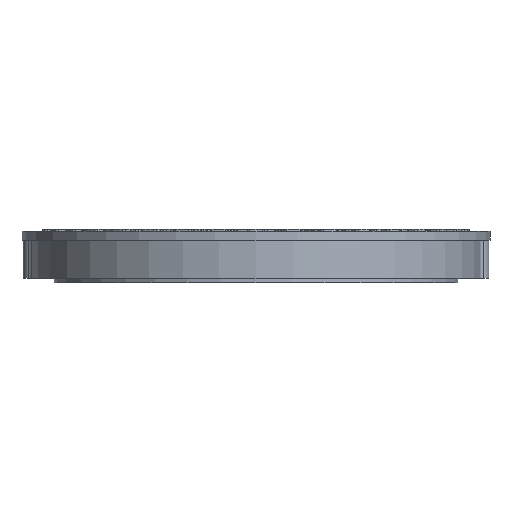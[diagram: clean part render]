
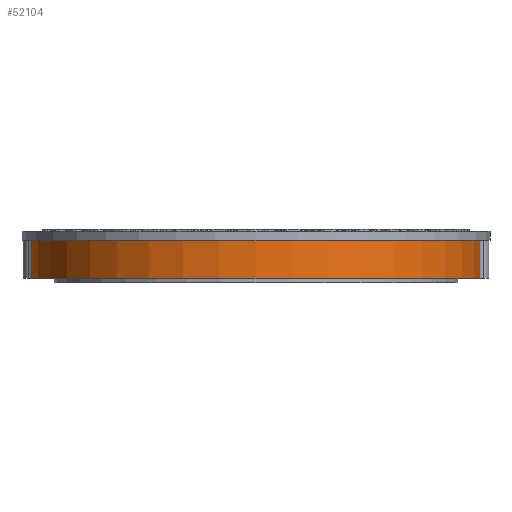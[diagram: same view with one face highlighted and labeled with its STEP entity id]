
A CAD part, left-side view. The second image highlights one B-rep face of the part: STEP entity #52104.
In plain terms, the highlighted cylindrical face has radius 205.75 mm (diameter 411.5 mm), a partial arc.
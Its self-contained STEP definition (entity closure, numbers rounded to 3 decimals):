
#1607=CYLINDRICAL_SURFACE('',#57989,205.75);
#3151=CIRCLE('',#53981,205.75);
#3172=CIRCLE('',#54008,205.75);
#8570=FACE_OUTER_BOUND('',#11765,.T.);
#11765=EDGE_LOOP('',(#48099,#48100,#48101,#48102));
#13206=LINE('',#82985,#17285);
#13216=LINE('',#83044,#17295);
#17285=VECTOR('',#63174,10.);
#17295=VECTOR('',#63242,10.);
#22842=VERTEX_POINT('',#82947);
#22843=VERTEX_POINT('',#82948);
#22854=VERTEX_POINT('',#82982);
#22862=VERTEX_POINT('',#83004);
#28422=EDGE_CURVE('',#22842,#22843,#3151,.T.);
#28438=EDGE_CURVE('',#22843,#22854,#13206,.T.);
#28449=EDGE_CURVE('',#22862,#22854,#3172,.T.);
#28465=EDGE_CURVE('',#22862,#22842,#13216,.T.);
#48099=ORIENTED_EDGE('',*,*,#28438,.T.);
#48100=ORIENTED_EDGE('',*,*,#28449,.F.);
#48101=ORIENTED_EDGE('',*,*,#28465,.T.);
#48102=ORIENTED_EDGE('',*,*,#28422,.T.);
#52104=ADVANCED_FACE('',(#8570),#1607,.T.);
#53981=AXIS2_PLACEMENT_3D('',#82949,#63139,#63140);
#54008=AXIS2_PLACEMENT_3D('',#83006,#63198,#63199);
#57989=AXIS2_PLACEMENT_3D('',#91915,#73796,#73797);
#63139=DIRECTION('center_axis',(0.,0.,1.));
#63140=DIRECTION('ref_axis',(1.,0.,0.));
#63174=DIRECTION('',(0.,0.,1.));
#63198=DIRECTION('center_axis',(0.,0.,1.));
#63199=DIRECTION('ref_axis',(0.,-1.,0.));
#63242=DIRECTION('',(0.,0.,-1.));
#73796=DIRECTION('center_axis',(0.,0.,1.));
#73797=DIRECTION('ref_axis',(0.,-1.,0.));
#82947=CARTESIAN_POINT('',(-15.205,205.187,-35.));
#82948=CARTESIAN_POINT('',(-15.205,-205.187,-35.));
#82949=CARTESIAN_POINT('Origin',(0.,0.,-35.));
#82982=CARTESIAN_POINT('',(-15.205,-205.187,0.));
#82985=CARTESIAN_POINT('',(-15.205,-205.187,-17.5));
#83004=CARTESIAN_POINT('',(-15.205,205.187,0.));
#83006=CARTESIAN_POINT('Origin',(0.,0.,0.));
#83044=CARTESIAN_POINT('',(-15.205,205.187,-17.5));
#91915=CARTESIAN_POINT('Origin',(0.,0.,-17.5));
